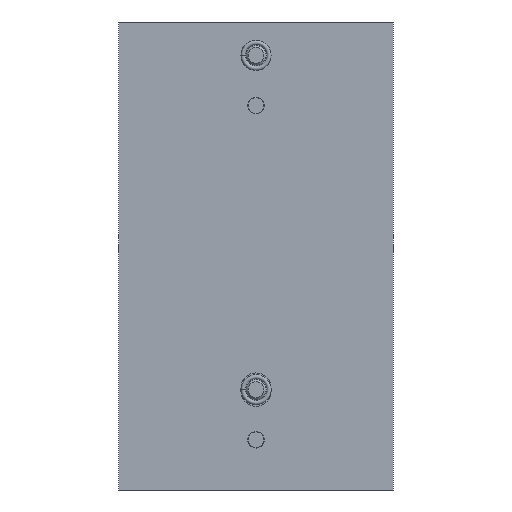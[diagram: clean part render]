
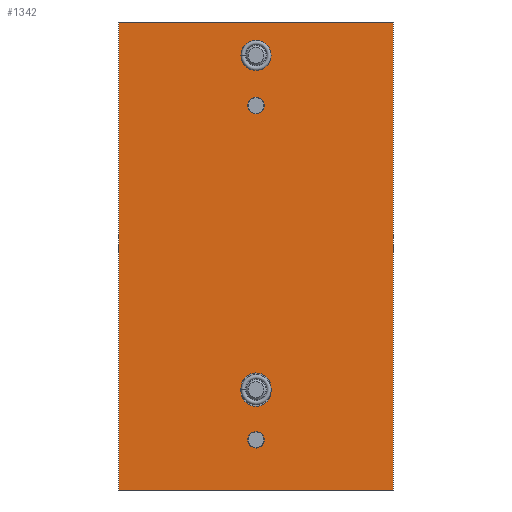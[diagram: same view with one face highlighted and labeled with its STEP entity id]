
A CAD part, front view. The second image highlights one B-rep face of the part: STEP entity #1342.
In plain terms, the highlighted planar face has unit normal (0, -1, 0).
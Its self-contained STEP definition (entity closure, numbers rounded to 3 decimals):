
#119=CIRCLE('',#1513,2.459);
#120=CIRCLE('',#1514,2.459);
#121=CIRCLE('',#1515,4.5);
#122=CIRCLE('',#1516,4.5);
#123=CIRCLE('',#1517,4.5);
#252=ORIENTED_EDGE('',*,*,#580,.F.);
#253=ORIENTED_EDGE('',*,*,#581,.F.);
#254=ORIENTED_EDGE('',*,*,#582,.T.);
#255=ORIENTED_EDGE('',*,*,#583,.T.);
#256=ORIENTED_EDGE('',*,*,#584,.T.);
#257=ORIENTED_EDGE('',*,*,#585,.T.);
#258=ORIENTED_EDGE('',*,*,#586,.F.);
#259=ORIENTED_EDGE('',*,*,#561,.F.);
#260=ORIENTED_EDGE('',*,*,#571,.F.);
#261=ORIENTED_EDGE('',*,*,#568,.F.);
#262=ORIENTED_EDGE('',*,*,#565,.F.);
#561=EDGE_CURVE('',#727,#728,#843,.T.);
#565=EDGE_CURVE('',#728,#731,#847,.T.);
#568=EDGE_CURVE('',#731,#733,#850,.T.);
#571=EDGE_CURVE('',#733,#727,#853,.T.);
#580=EDGE_CURVE('',#742,#742,#119,.T.);
#581=EDGE_CURVE('',#743,#743,#120,.T.);
#582=EDGE_CURVE('',#744,#745,#857,.T.);
#583=EDGE_CURVE('',#745,#746,#121,.T.);
#584=EDGE_CURVE('',#746,#747,#858,.T.);
#585=EDGE_CURVE('',#747,#744,#122,.T.);
#586=EDGE_CURVE('',#748,#748,#123,.T.);
#727=VERTEX_POINT('',#2163);
#728=VERTEX_POINT('',#2164);
#731=VERTEX_POINT('',#2172);
#733=VERTEX_POINT('',#2178);
#742=VERTEX_POINT('',#2202);
#743=VERTEX_POINT('',#2204);
#744=VERTEX_POINT('',#2206);
#745=VERTEX_POINT('',#2207);
#746=VERTEX_POINT('',#2209);
#747=VERTEX_POINT('',#2211);
#748=VERTEX_POINT('',#2214);
#843=LINE('',#2162,#919);
#847=LINE('',#2171,#923);
#850=LINE('',#2177,#926);
#853=LINE('',#2183,#929);
#857=LINE('',#2205,#933);
#858=LINE('',#2210,#934);
#919=VECTOR('',#1710,1000.);
#923=VECTOR('',#1716,1000.);
#926=VECTOR('',#1721,1000.);
#929=VECTOR('',#1726,1000.);
#933=VECTOR('',#1748,1000.);
#934=VECTOR('',#1751,1000.);
#1000=EDGE_LOOP('',(#252));
#1001=EDGE_LOOP('',(#253));
#1002=EDGE_LOOP('',(#254,#255,#256,#257));
#1003=EDGE_LOOP('',(#258));
#1004=EDGE_LOOP('',(#259,#260,#261,#262));
#1146=FACE_BOUND('',#1000,.T.);
#1147=FACE_BOUND('',#1001,.T.);
#1148=FACE_BOUND('',#1002,.T.);
#1149=FACE_BOUND('',#1003,.T.);
#1150=FACE_BOUND('',#1004,.T.);
#1288=PLANE('',#1512);
#1342=ADVANCED_FACE('',(#1146,#1147,#1148,#1149,#1150),#1288,.F.);
#1512=AXIS2_PLACEMENT_3D('',#2200,#1742,#1743);
#1513=AXIS2_PLACEMENT_3D('',#2201,#1744,#1745);
#1514=AXIS2_PLACEMENT_3D('',#2203,#1746,#1747);
#1515=AXIS2_PLACEMENT_3D('',#2208,#1749,#1750);
#1516=AXIS2_PLACEMENT_3D('',#2212,#1752,#1753);
#1517=AXIS2_PLACEMENT_3D('',#2213,#1754,#1755);
#1710=DIRECTION('',(-1.,0.,0.));
#1716=DIRECTION('',(0.,0.,1.));
#1721=DIRECTION('',(1.,0.,0.));
#1726=DIRECTION('',(0.,0.,-1.));
#1742=DIRECTION('',(0.,1.,0.));
#1743=DIRECTION('',(0.,0.,1.));
#1744=DIRECTION('',(0.,-1.,0.));
#1745=DIRECTION('',(0.,0.,-1.));
#1746=DIRECTION('',(0.,-1.,0.));
#1747=DIRECTION('',(0.,0.,-1.));
#1748=DIRECTION('',(0.,0.,1.));
#1749=DIRECTION('',(0.,1.,0.));
#1750=DIRECTION('',(1.,0.,0.));
#1751=DIRECTION('',(0.,0.,-1.));
#1752=DIRECTION('',(0.,1.,0.));
#1753=DIRECTION('',(1.,0.,0.));
#1754=DIRECTION('',(0.,-1.,0.));
#1755=DIRECTION('',(0.,0.,-1.));
#2162=CARTESIAN_POINT('',(41.,0.,-70.));
#2163=CARTESIAN_POINT('',(41.,0.,-70.));
#2164=CARTESIAN_POINT('',(-41.,0.,-70.));
#2171=CARTESIAN_POINT('',(-41.,0.,-70.));
#2172=CARTESIAN_POINT('',(-41.,0.,70.));
#2177=CARTESIAN_POINT('',(-41.,0.,70.));
#2178=CARTESIAN_POINT('',(41.,0.,70.));
#2183=CARTESIAN_POINT('',(41.,0.,70.));
#2200=CARTESIAN_POINT('',(0.,0.,0.));
#2201=CARTESIAN_POINT('',(0.,0.,-55.));
#2202=CARTESIAN_POINT('',(0.,0.,-57.459));
#2203=CARTESIAN_POINT('',(0.,0.,45.));
#2204=CARTESIAN_POINT('',(0.,0.,42.542));
#2205=CARTESIAN_POINT('',(-4.5,0.,-40.5));
#2206=CARTESIAN_POINT('',(-4.5,0.,-40.5));
#2207=CARTESIAN_POINT('',(-4.5,0.,-39.5));
#2208=CARTESIAN_POINT('',(0.,0.,-39.5));
#2209=CARTESIAN_POINT('',(4.5,0.,-39.5));
#2210=CARTESIAN_POINT('',(4.5,0.,-39.5));
#2211=CARTESIAN_POINT('',(4.5,0.,-40.5));
#2212=CARTESIAN_POINT('',(0.,0.,-40.5));
#2213=CARTESIAN_POINT('',(0.,0.,60.));
#2214=CARTESIAN_POINT('',(0.,0.,55.5));
